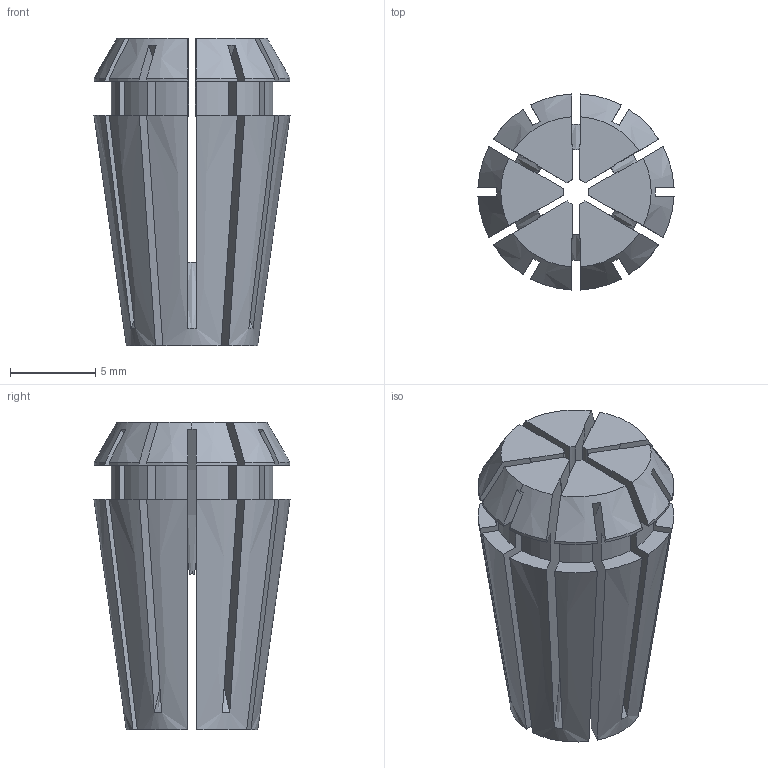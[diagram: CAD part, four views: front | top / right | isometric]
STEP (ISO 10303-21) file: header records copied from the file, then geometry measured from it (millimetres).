
FILE_DESCRIPTION (( 'STEP AP203' ), '1' );
FILE_NAME ('STP-5250-113-011-001.5-0(04311-01.5).STEP', '2024-02-21T02:42:22', ( '' ), ( '' ), 'SwSTEP 2.0', 'SolidWorks 2017', '' );
FILE_SCHEMA (( 'CONFIG_CONTROL_DESIGN' ));
Length unit declared in the file: millimetre
Products named in the file (1): STP-5250-113-011-001.5-0(04311-01.5)
Bounding box: 11.5 x 11.5 x 18 mm (x, y, z)
Volume: 874.4 mm3; surface area: 1961.4 mm2
Topology: 1 solids, 1 shells, 170 faces, 510 edges, 340 vertices
Faces by surface type: cylinder 73, plane 72, cone 25
Entity records: 6093 total; most frequent: CARTESIAN_POINT 1505, ORIENTED_EDGE 1020, DIRECTION 900, EDGE_CURVE 510, AXIS2_PLACEMENT_3D 341, VERTEX_POINT 340, VECTOR 218, LINE 218
